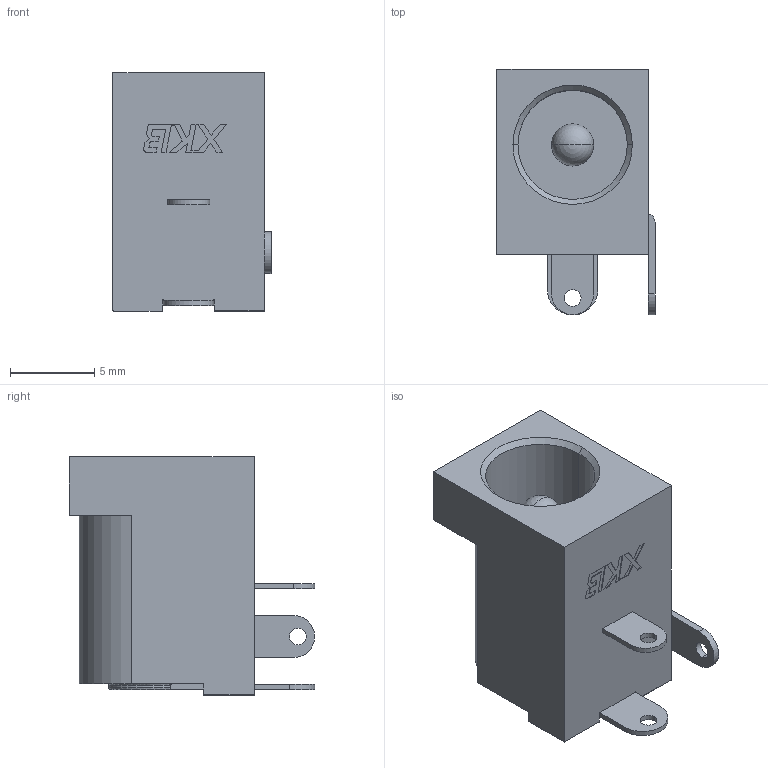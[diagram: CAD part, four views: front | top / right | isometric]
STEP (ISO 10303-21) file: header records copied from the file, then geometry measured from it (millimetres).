
FILE_DESCRIPTION((''),'2;1');
FILE_NAME('DC-005-25A-25','2020-12-24T',('cwg'),(''),'PRO/ENGINEER BY PARAMETRIC TECHNOLOGY CORPORATION, 2010280','PRO/ENGINEER BY PARAMETRIC TECHNOLOGY CORPORATION, 2010280','');
FILE_SCHEMA(('CONFIG_CONTROL_DESIGN'));
Length unit declared in the file: millimetre
Products named in the file (1): DC-005-25A-25
Bounding box: 9.4 x 14.6 x 14.2 mm (x, y, z)
Volume: 915.8 mm3; surface area: 1039.2 mm2
Topology: 1 solids, 1 shells, 107 faces, 291 edges, 189 vertices
Faces by surface type: plane 71, cylinder 26, torus 6, cone 2, sphere 2
Entity records: 3417 total; most frequent: CARTESIAN_POINT 633, ORIENTED_EDGE 578, DIRECTION 555, EDGE_CURVE 289, VECTOR 221, LINE 221, VERTEX_POINT 189, AXIS2_PLACEMENT_3D 167
